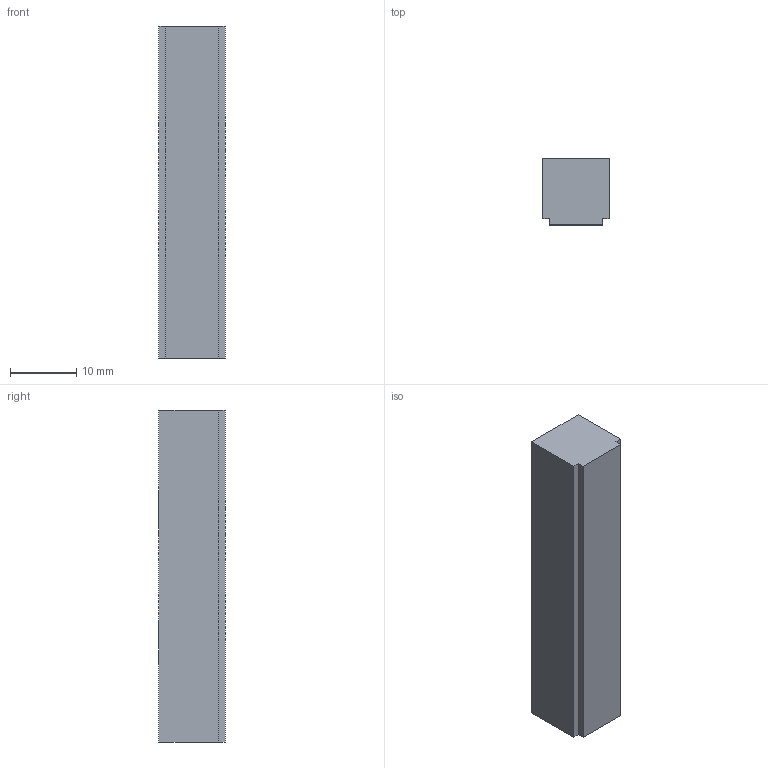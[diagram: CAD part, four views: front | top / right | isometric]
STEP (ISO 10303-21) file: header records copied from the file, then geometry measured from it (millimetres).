
FILE_DESCRIPTION(/* description */ (''),/* implementation_level */ '2;1');
FILE_NAME(/* name */ 'E_3_01_12_19_00_WKZ-0039.stp',/* time_stamp */ '2021-04-13T10:36:42+02:00',/* author */ ('DFischer'),/* organization */ (''),/* preprocessor_version */ 'ST-DEVELOPER v16.13',/* originating_system */ 'Autodesk Inventor 2018',/* authorisation */ '');
FILE_SCHEMA (('AUTOMOTIVE_DESIGN { 1 0 10303 214 3 1 1 }'));
Length unit declared in the file: millimetre
Products named in the file (3): WKZ-0039; WKZ-0039-01; WKZ-0039-02
Assembly tree (3 placements, depth 2):
  WKZ-0039
    WKZ-0039-01
    WKZ-0039-02  x2
Bounding box: 10 x 10 x 50 mm (x, y, z)
Volume: 4695.7 mm3; surface area: 3096 mm2
Topology: 3 solids, 3 shells, 28 faces, 56 edges, 36 vertices
Faces by surface type: plane 16, cylinder 6, cone 6
Full cylindrical faces by diameter (mm): 4.134 x2, 6.7 x4
Entity records: 638 total; most frequent: DIRECTION 100, CARTESIAN_POINT 89, ORIENTED_EDGE 70, AXIS2_PLACEMENT_3D 38, EDGE_CURVE 35, EDGE_LOOP 32, VERTEX_POINT 27, LINE 24
